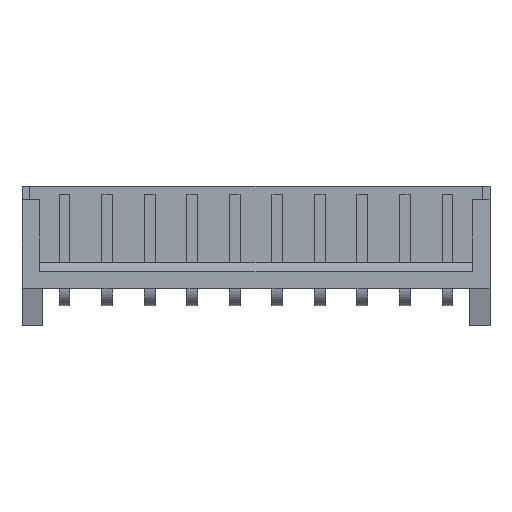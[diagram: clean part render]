
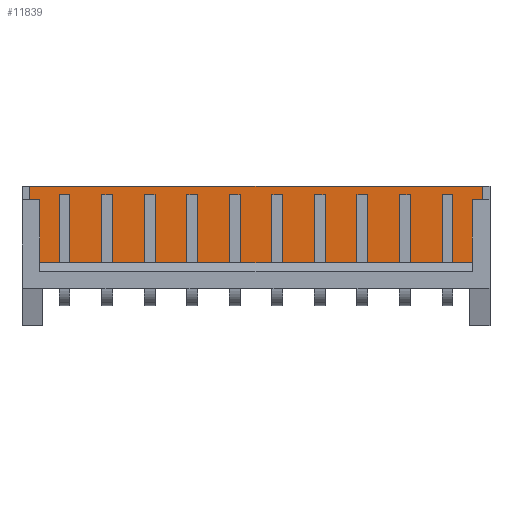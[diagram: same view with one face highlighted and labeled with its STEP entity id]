
A CAD part, top view. The second image highlights one B-rep face of the part: STEP entity #11839.
In plain terms, the highlighted planar face has unit normal (0, 0, 1).
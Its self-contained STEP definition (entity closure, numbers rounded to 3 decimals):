
#6147 = PLANE('',#6148);
#6148 = AXIS2_PLACEMENT_3D('',#6149,#6150,#6151);
#6149 = CARTESIAN_POINT('',(25.,6.7,0.9));
#6150 = DIRECTION('',(0.,-1.,0.));
#6151 = DIRECTION('',(-1.,0.,0.));
#6203 = PLANE('',#6204);
#6204 = AXIS2_PLACEMENT_3D('',#6205,#6206,#6207);
#6205 = CARTESIAN_POINT('',(25.,2.2,2.7));
#6206 = DIRECTION('',(0.,-1.,0.));
#6207 = DIRECTION('',(0.,0.,-1.));
#9309 = VERTEX_POINT('',#9310);
#9310 = CARTESIAN_POINT('',(24.55,2.2,0.9));
#9324 = PLANE('',#9325);
#9325 = AXIS2_PLACEMENT_3D('',#9326,#9327,#9328);
#9326 = CARTESIAN_POINT('',(24.55,6.7,0.9));
#9327 = DIRECTION('',(1.,0.,0.));
#9328 = DIRECTION('',(0.,0.,-1.));
#9336 = EDGE_CURVE('',#9309,#9337,#9339,.T.);
#9337 = VERTEX_POINT('',#9338);
#9338 = CARTESIAN_POINT('',(-2.05,2.2,0.9));
#9339 = SURFACE_CURVE('',#9340,(#9344,#9351),.PCURVE_S1.);
#9340 = LINE('',#9341,#9342);
#9341 = CARTESIAN_POINT('',(25.,2.2,0.9));
#9342 = VECTOR('',#9343,1.);
#9343 = DIRECTION('',(-1.,0.,0.));
#9344 = PCURVE('',#6203,#9345);
#9345 = DEFINITIONAL_REPRESENTATION('',(#9346),#9350);
#9346 = LINE('',#9347,#9348);
#9347 = CARTESIAN_POINT('',(1.8,0.));
#9348 = VECTOR('',#9349,1.);
#9349 = DIRECTION('',(0.,-1.));
#9350 = ( GEOMETRIC_REPRESENTATION_CONTEXT(2) 
PARAMETRIC_REPRESENTATION_CONTEXT() REPRESENTATION_CONTEXT('2D SPACE',''
  ) );
#9351 = PCURVE('',#9352,#9357);
#9352 = PLANE('',#9353);
#9353 = AXIS2_PLACEMENT_3D('',#9354,#9355,#9356);
#9354 = CARTESIAN_POINT('',(25.,6.7,0.9));
#9355 = DIRECTION('',(0.,0.,-1.));
#9356 = DIRECTION('',(-1.,0.,0.));
#9357 = DEFINITIONAL_REPRESENTATION('',(#9358),#9362);
#9358 = LINE('',#9359,#9360);
#9359 = CARTESIAN_POINT('',(0.,-4.5));
#9360 = VECTOR('',#9361,1.);
#9361 = DIRECTION('',(1.,0.));
#9362 = ( GEOMETRIC_REPRESENTATION_CONTEXT(2) 
PARAMETRIC_REPRESENTATION_CONTEXT() REPRESENTATION_CONTEXT('2D SPACE',''
  ) );
#9380 = PLANE('',#9381);
#9381 = AXIS2_PLACEMENT_3D('',#9382,#9383,#9384);
#9382 = CARTESIAN_POINT('',(-2.05,6.7,0.9));
#9383 = DIRECTION('',(-1.,0.,0.));
#9384 = DIRECTION('',(0.,0.,1.));
#9769 = VERTEX_POINT('',#9770);
#9770 = CARTESIAN_POINT('',(-2.05,6.7,0.9));
#9791 = EDGE_CURVE('',#9792,#9769,#9794,.T.);
#9792 = VERTEX_POINT('',#9793);
#9793 = CARTESIAN_POINT('',(24.55,6.7,0.9));
#9794 = SURFACE_CURVE('',#9795,(#9799,#9806),.PCURVE_S1.);
#9795 = LINE('',#9796,#9797);
#9796 = CARTESIAN_POINT('',(25.,6.7,0.9));
#9797 = VECTOR('',#9798,1.);
#9798 = DIRECTION('',(-1.,0.,0.));
#9799 = PCURVE('',#6147,#9800);
#9800 = DEFINITIONAL_REPRESENTATION('',(#9801),#9805);
#9801 = LINE('',#9802,#9803);
#9802 = CARTESIAN_POINT('',(0.,0.));
#9803 = VECTOR('',#9804,1.);
#9804 = DIRECTION('',(1.,0.));
#9805 = ( GEOMETRIC_REPRESENTATION_CONTEXT(2) 
PARAMETRIC_REPRESENTATION_CONTEXT() REPRESENTATION_CONTEXT('2D SPACE',''
  ) );
#9806 = PCURVE('',#9352,#9807);
#9807 = DEFINITIONAL_REPRESENTATION('',(#9808),#9812);
#9808 = LINE('',#9809,#9810);
#9809 = CARTESIAN_POINT('',(0.,0.));
#9810 = VECTOR('',#9811,1.);
#9811 = DIRECTION('',(1.,0.));
#9812 = ( GEOMETRIC_REPRESENTATION_CONTEXT(2) 
PARAMETRIC_REPRESENTATION_CONTEXT() REPRESENTATION_CONTEXT('2D SPACE',''
  ) );
#11274 = EDGE_CURVE('',#9769,#9337,#11275,.T.);
#11275 = SURFACE_CURVE('',#11276,(#11280,#11287),.PCURVE_S1.);
#11276 = LINE('',#11277,#11278);
#11277 = CARTESIAN_POINT('',(-2.05,6.7,0.9));
#11278 = VECTOR('',#11279,1.);
#11279 = DIRECTION('',(0.,-1.,0.));
#11280 = PCURVE('',#9380,#11281);
#11281 = DEFINITIONAL_REPRESENTATION('',(#11282),#11286);
#11282 = LINE('',#11283,#11284);
#11283 = CARTESIAN_POINT('',(0.,0.));
#11284 = VECTOR('',#11285,1.);
#11285 = DIRECTION('',(0.,-1.));
#11286 = ( GEOMETRIC_REPRESENTATION_CONTEXT(2) 
PARAMETRIC_REPRESENTATION_CONTEXT() REPRESENTATION_CONTEXT('2D SPACE',''
  ) );
#11287 = PCURVE('',#9352,#11288);
#11288 = DEFINITIONAL_REPRESENTATION('',(#11289),#11293);
#11289 = LINE('',#11290,#11291);
#11290 = CARTESIAN_POINT('',(27.05,0.));
#11291 = VECTOR('',#11292,1.);
#11292 = DIRECTION('',(0.,-1.));
#11293 = ( GEOMETRIC_REPRESENTATION_CONTEXT(2) 
PARAMETRIC_REPRESENTATION_CONTEXT() REPRESENTATION_CONTEXT('2D SPACE',''
  ) );
#11345 = EDGE_CURVE('',#9792,#9309,#11346,.T.);
#11346 = SURFACE_CURVE('',#11347,(#11351,#11358),.PCURVE_S1.);
#11347 = LINE('',#11348,#11349);
#11348 = CARTESIAN_POINT('',(24.55,6.7,0.9));
#11349 = VECTOR('',#11350,1.);
#11350 = DIRECTION('',(0.,-1.,0.));
#11351 = PCURVE('',#9324,#11352);
#11352 = DEFINITIONAL_REPRESENTATION('',(#11353),#11357);
#11353 = LINE('',#11354,#11355);
#11354 = CARTESIAN_POINT('',(0.,0.));
#11355 = VECTOR('',#11356,1.);
#11356 = DIRECTION('',(0.,-1.));
#11357 = ( GEOMETRIC_REPRESENTATION_CONTEXT(2) 
PARAMETRIC_REPRESENTATION_CONTEXT() REPRESENTATION_CONTEXT('2D SPACE',''
  ) );
#11358 = PCURVE('',#9352,#11359);
#11359 = DEFINITIONAL_REPRESENTATION('',(#11360),#11364);
#11360 = LINE('',#11361,#11362);
#11361 = CARTESIAN_POINT('',(0.45,0.));
#11362 = VECTOR('',#11363,1.);
#11363 = DIRECTION('',(0.,-1.));
#11364 = ( GEOMETRIC_REPRESENTATION_CONTEXT(2) 
PARAMETRIC_REPRESENTATION_CONTEXT() REPRESENTATION_CONTEXT('2D SPACE',''
  ) );
#11839 = ADVANCED_FACE('',(#11840),#9352,.F.);
#11840 = FACE_BOUND('',#11841,.T.);
#11841 = EDGE_LOOP('',(#11842,#11843,#11844,#11845));
#11842 = ORIENTED_EDGE('',*,*,#11274,.T.);
#11843 = ORIENTED_EDGE('',*,*,#9336,.F.);
#11844 = ORIENTED_EDGE('',*,*,#11345,.F.);
#11845 = ORIENTED_EDGE('',*,*,#9791,.T.);
